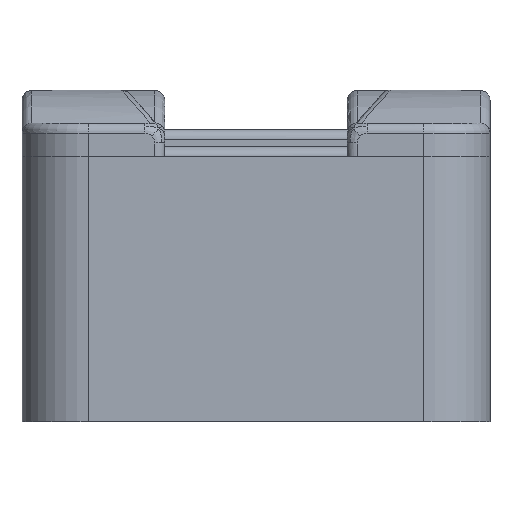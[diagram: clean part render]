
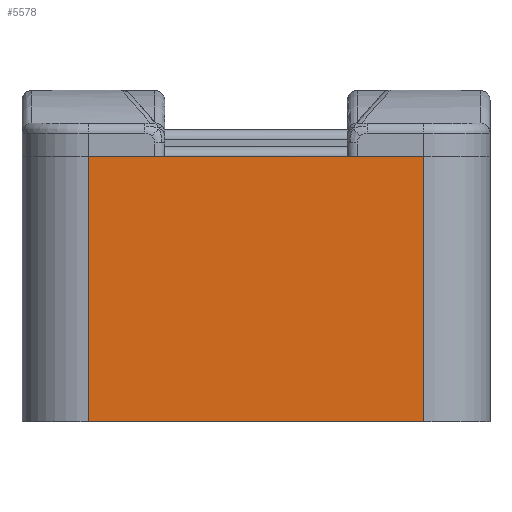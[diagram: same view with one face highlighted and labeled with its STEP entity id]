
A CAD part, left-side view. The second image highlights one B-rep face of the part: STEP entity #5578.
In plain terms, the highlighted planar face has unit normal (-1, 0, 0).
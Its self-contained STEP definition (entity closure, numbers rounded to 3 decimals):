
#118=PLANE('',#6034);
#329=LINE('',#10963,#661);
#346=LINE('',#11027,#678);
#348=LINE('',#11033,#680);
#349=LINE('',#11035,#681);
#661=VECTOR('',#6833,10.);
#678=VECTOR('',#6906,10.);
#680=VECTOR('',#6914,10.);
#681=VECTOR('',#6917,10.);
#1136=FACE_OUTER_BOUND('',#1498,.T.);
#1498=EDGE_LOOP('',(#4339,#4340,#4341,#4342));
#2393=VERTEX_POINT('',#10960);
#2394=VERTEX_POINT('',#10962);
#2412=VERTEX_POINT('',#11024);
#2413=VERTEX_POINT('',#11026);
#3015=EDGE_CURVE('',#2394,#2393,#329,.T.);
#3048=EDGE_CURVE('',#2413,#2412,#346,.F.);
#3052=EDGE_CURVE('',#2394,#2412,#348,.T.);
#3053=EDGE_CURVE('',#2413,#2393,#349,.T.);
#4339=ORIENTED_EDGE('',*,*,#3052,.F.);
#4340=ORIENTED_EDGE('',*,*,#3015,.T.);
#4341=ORIENTED_EDGE('',*,*,#3053,.F.);
#4342=ORIENTED_EDGE('',*,*,#3048,.T.);
#5578=ADVANCED_FACE('',(#1136),#118,.T.);
#6034=AXIS2_PLACEMENT_3D('',#11187,#7106,#7107);
#6833=DIRECTION('',(0.,1.,0.));
#6906=DIRECTION('',(0.,1.,0.));
#6914=DIRECTION('',(0.,0.,-1.));
#6917=DIRECTION('',(0.,0.,1.));
#7106=DIRECTION('center_axis',(-1.,0.,0.));
#7107=DIRECTION('ref_axis',(0.,-1.,0.));
#10960=CARTESIAN_POINT('',(10.3,28.,25.));
#10962=CARTESIAN_POINT('',(10.3,-22.5,25.));
#10963=CARTESIAN_POINT('',(10.3,32.5,25.));
#11024=CARTESIAN_POINT('',(10.3,-22.5,-15.));
#11026=CARTESIAN_POINT('',(10.3,28.,-15.));
#11027=CARTESIAN_POINT('',(10.3,16.25,-15.));
#11033=CARTESIAN_POINT('',(10.3,-22.5,2.));
#11035=CARTESIAN_POINT('',(10.3,28.,12.5));
#11187=CARTESIAN_POINT('Origin',(10.3,32.5,0.));
